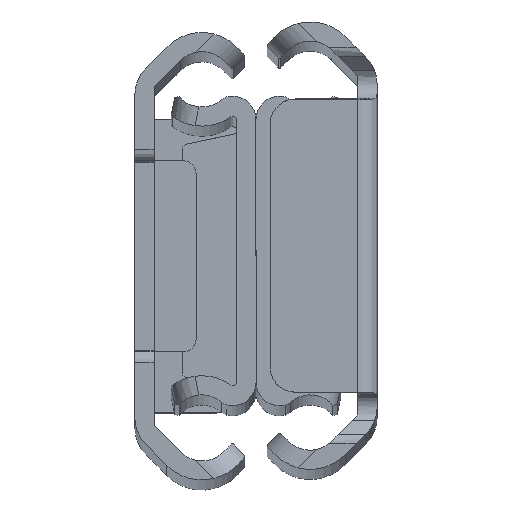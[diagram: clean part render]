
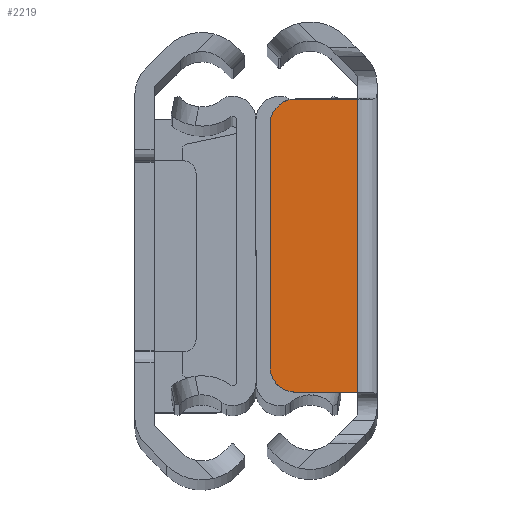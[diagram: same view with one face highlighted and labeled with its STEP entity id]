
A CAD part, top view. The second image highlights one B-rep face of the part: STEP entity #2219.
In plain terms, the highlighted face is planar.
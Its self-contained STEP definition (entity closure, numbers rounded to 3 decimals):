
#17 = LINE ( 'NONE', #2271, #2601 ) ;
#60 = EDGE_LOOP ( 'NONE', ( #2652, #780, #291, #3721, #120, #2683 ) ) ;
#89 = LINE ( 'NONE', #5039, #352 ) ;
#120 = ORIENTED_EDGE ( 'NONE', *, *, #2390, .F. ) ;
#138 = CARTESIAN_POINT ( 'NONE',  ( 4.9, 9.5, -457.2 ) ) ;
#291 = ORIENTED_EDGE ( 'NONE', *, *, #784, .T. ) ;
#322 = PLANE ( 'NONE',  #2481 ) ;
#352 = VECTOR ( 'NONE', #1025, 1000. ) ;
#411 = CARTESIAN_POINT ( 'NONE',  ( 4.9, 11.5, -457.2 ) ) ;
#419 = CARTESIAN_POINT ( 'NONE',  ( 6.9, -11.5, -457.2 ) ) ;
#440 = DIRECTION ( 'NONE',  ( 1., 0., 0. ) ) ;
#467 = VECTOR ( 'NONE', #3485, 1000. ) ;
#483 = DIRECTION ( 'NONE',  ( 1., 0., 0. ) ) ;
#505 = VERTEX_POINT ( 'NONE', #4960 ) ;
#516 = DIRECTION ( 'NONE',  ( 0., 0., -1. ) ) ;
#720 = CARTESIAN_POINT ( 'NONE',  ( 1.5, 11.5, -457.2 ) ) ;
#728 = LINE ( 'NONE', #720, #467 ) ;
#780 = ORIENTED_EDGE ( 'NONE', *, *, #1084, .T. ) ;
#784 = EDGE_CURVE ( 'NONE', #4357, #4287, #728, .T. ) ;
#810 = VERTEX_POINT ( 'NONE', #1538 ) ;
#935 = VERTEX_POINT ( 'NONE', #975 ) ;
#975 = CARTESIAN_POINT ( 'NONE',  ( 6.9, 9.5, -457.2 ) ) ;
#1025 = DIRECTION ( 'NONE',  ( 0., 1., 0. ) ) ;
#1035 = CIRCLE ( 'NONE', #2891, 2. ) ;
#1084 = EDGE_CURVE ( 'NONE', #505, #4357, #89, .T. ) ;
#1184 = DIRECTION ( 'NONE',  ( 0., 1., 0. ) ) ;
#1386 = EDGE_CURVE ( 'NONE', #4287, #935, #1035, .T. ) ;
#1431 = CIRCLE ( 'NONE', #3865, 2. ) ;
#1538 = CARTESIAN_POINT ( 'NONE',  ( 4.9, -11.5, -457.2 ) ) ;
#1566 = VERTEX_POINT ( 'NONE', #1807 ) ;
#1677 = VECTOR ( 'NONE', #1184, 1000. ) ;
#1807 = CARTESIAN_POINT ( 'NONE',  ( 6.9, -9.5, -457.2 ) ) ;
#1914 = CARTESIAN_POINT ( 'NONE',  ( 1.5, 12.665, -457.2 ) ) ;
#2219 = ADVANCED_FACE ( 'NONE', ( #4688 ), #322, .F. ) ;
#2271 = CARTESIAN_POINT ( 'NONE',  ( 1.5, -11.5, -457.2 ) ) ;
#2390 = EDGE_CURVE ( 'NONE', #1566, #935, #2737, .T. ) ;
#2481 = AXIS2_PLACEMENT_3D ( 'NONE', #1914, #2666, #3903 ) ;
#2589 = DIRECTION ( 'NONE',  ( -1., 0., 0. ) ) ;
#2601 = VECTOR ( 'NONE', #2589, 1000. ) ;
#2652 = ORIENTED_EDGE ( 'NONE', *, *, #3345, .T. ) ;
#2666 = DIRECTION ( 'NONE',  ( 0., 0., 1. ) ) ;
#2683 = ORIENTED_EDGE ( 'NONE', *, *, #3601, .T. ) ;
#2737 = LINE ( 'NONE', #419, #1677 ) ;
#2891 = AXIS2_PLACEMENT_3D ( 'NONE', #138, #516, #483 ) ;
#3215 = CARTESIAN_POINT ( 'NONE',  ( 0., 11.5, -457.2 ) ) ;
#3345 = EDGE_CURVE ( 'NONE', #810, #505, #17, .T. ) ;
#3485 = DIRECTION ( 'NONE',  ( 1., 0., 0. ) ) ;
#3595 = DIRECTION ( 'NONE',  ( 0., 0., -1. ) ) ;
#3601 = EDGE_CURVE ( 'NONE', #1566, #810, #1431, .T. ) ;
#3721 = ORIENTED_EDGE ( 'NONE', *, *, #1386, .T. ) ;
#3865 = AXIS2_PLACEMENT_3D ( 'NONE', #4800, #3595, #440 ) ;
#3903 = DIRECTION ( 'NONE',  ( 1., 0., 0. ) ) ;
#4287 = VERTEX_POINT ( 'NONE', #411 ) ;
#4357 = VERTEX_POINT ( 'NONE', #3215 ) ;
#4688 = FACE_OUTER_BOUND ( 'NONE', #60, .T. ) ;
#4800 = CARTESIAN_POINT ( 'NONE',  ( 4.9, -9.5, -457.2 ) ) ;
#4960 = CARTESIAN_POINT ( 'NONE',  ( 0., -11.5, -457.2 ) ) ;
#5039 = CARTESIAN_POINT ( 'NONE',  ( 0., 11.5, -457.2 ) ) ;
